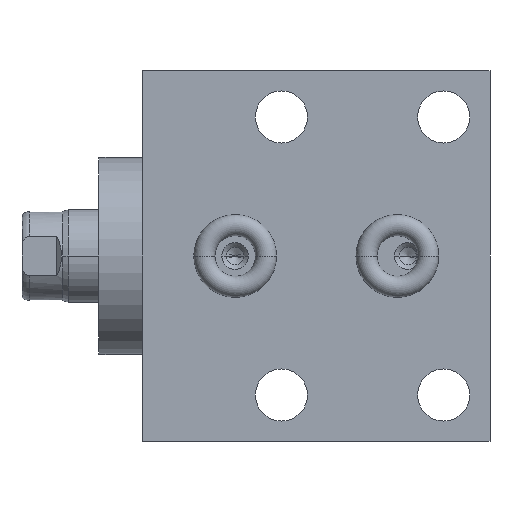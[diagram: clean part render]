
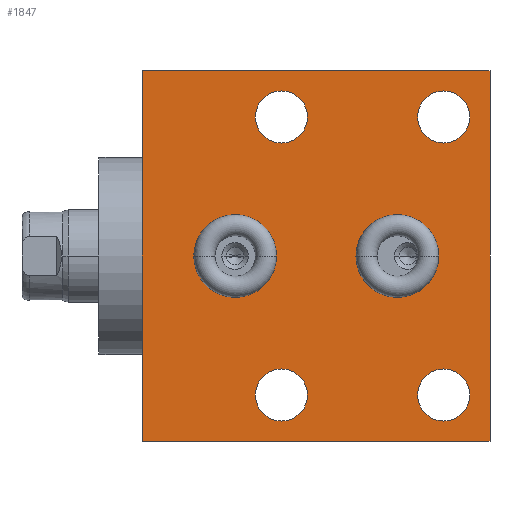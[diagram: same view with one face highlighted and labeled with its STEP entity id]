
A CAD part, front view. The second image highlights one B-rep face of the part: STEP entity #1847.
In plain terms, the highlighted planar face has unit normal (0, -1, 0).
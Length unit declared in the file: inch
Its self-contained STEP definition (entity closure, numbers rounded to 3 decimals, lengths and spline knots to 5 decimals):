
#26=DIRECTION('',(0.,0.,-1.));
#27=VECTOR('',#26,2.);
#28=CARTESIAN_POINT('',(0.,-0.553,1.));
#29=LINE('',#28,#27);
#209=DIRECTION('',(1.,0.,0.));
#210=VECTOR('',#209,1.875);
#211=CARTESIAN_POINT('',(0.,-0.553,1.));
#212=LINE('',#211,#210);
#216=CARTESIAN_POINT('',(0.75,-0.553,-0.75));
#217=DIRECTION('',(0.,-1.,0.));
#218=DIRECTION('',(1.,0.,0.));
#219=AXIS2_PLACEMENT_3D('',#216,#217,#218);
#224=CARTESIAN_POINT('',(0.75,-0.553,-0.75));
#225=DIRECTION('',(0.,-1.,0.));
#226=DIRECTION('',(-1.,0.,0.));
#227=AXIS2_PLACEMENT_3D('',#224,#225,#226);
#232=CARTESIAN_POINT('',(1.625,-0.553,-0.75));
#233=DIRECTION('',(0.,-1.,0.));
#234=DIRECTION('',(1.,0.,0.));
#235=AXIS2_PLACEMENT_3D('',#232,#233,#234);
#240=CARTESIAN_POINT('',(1.625,-0.553,-0.75));
#241=DIRECTION('',(0.,-1.,0.));
#242=DIRECTION('',(-1.,0.,0.));
#243=AXIS2_PLACEMENT_3D('',#240,#241,#242);
#248=CARTESIAN_POINT('',(0.75,-0.553,0.75));
#249=DIRECTION('',(0.,-1.,0.));
#250=DIRECTION('',(1.,0.,0.));
#251=AXIS2_PLACEMENT_3D('',#248,#249,#250);
#256=CARTESIAN_POINT('',(0.75,-0.553,0.75));
#257=DIRECTION('',(0.,-1.,0.));
#258=DIRECTION('',(-1.,0.,0.));
#259=AXIS2_PLACEMENT_3D('',#256,#257,#258);
#264=CARTESIAN_POINT('',(1.625,-0.553,0.75));
#265=DIRECTION('',(0.,-1.,0.));
#266=DIRECTION('',(1.,0.,0.));
#267=AXIS2_PLACEMENT_3D('',#264,#265,#266);
#272=CARTESIAN_POINT('',(1.625,-0.553,0.75));
#273=DIRECTION('',(0.,-1.,0.));
#274=DIRECTION('',(-1.,0.,0.));
#275=AXIS2_PLACEMENT_3D('',#272,#273,#274);
#280=CARTESIAN_POINT('',(0.5,-0.553,0.));
#281=DIRECTION('',(0.,1.,0.));
#282=DIRECTION('',(-1.,0.,0.));
#283=AXIS2_PLACEMENT_3D('',#280,#281,#282);
#288=CARTESIAN_POINT('',(0.5,-0.553,0.));
#289=DIRECTION('',(0.,1.,0.));
#290=DIRECTION('',(1.,0.,0.));
#291=AXIS2_PLACEMENT_3D('',#288,#289,#290);
#296=CARTESIAN_POINT('',(1.375,-0.553,0.));
#297=DIRECTION('',(0.,1.,0.));
#298=DIRECTION('',(-1.,0.,0.));
#299=AXIS2_PLACEMENT_3D('',#296,#297,#298);
#304=CARTESIAN_POINT('',(1.375,-0.553,0.));
#305=DIRECTION('',(0.,1.,0.));
#306=DIRECTION('',(1.,0.,0.));
#307=AXIS2_PLACEMENT_3D('',#304,#305,#306);
#354=DIRECTION('',(0.,0.,-1.));
#355=VECTOR('',#354,2.);
#356=CARTESIAN_POINT('',(1.875,-0.553,1.));
#357=LINE('',#356,#355);
#526=DIRECTION('',(1.,0.,0.));
#527=VECTOR('',#526,1.875);
#528=CARTESIAN_POINT('',(0.,-0.553,-1.));
#529=LINE('',#528,#527);
#1446=CARTESIAN_POINT('',(0.,-0.553,1.));
#1448=VERTEX_POINT('',#1446);
#1449=CARTESIAN_POINT('',(0.,-0.553,-1.));
#1450=VERTEX_POINT('',#1449);
#1453=CARTESIAN_POINT('',(1.875,-0.553,1.));
#1454=CARTESIAN_POINT('',(1.875,-0.553,-1.));
#1455=VERTEX_POINT('',#1453);
#1456=VERTEX_POINT('',#1454);
#1457=CARTESIAN_POINT('',(0.8905,-0.553,-0.75));
#1458=CARTESIAN_POINT('',(0.6095,-0.553,-0.75));
#1459=VERTEX_POINT('',#1457);
#1460=VERTEX_POINT('',#1458);
#1562=CARTESIAN_POINT('',(1.7655,-0.553,-0.75));
#1563=CARTESIAN_POINT('',(1.4845,-0.553,-0.75));
#1564=VERTEX_POINT('',#1562);
#1565=VERTEX_POINT('',#1563);
#1566=CARTESIAN_POINT('',(0.8905,-0.553,0.75));
#1567=CARTESIAN_POINT('',(0.6095,-0.553,0.75));
#1568=VERTEX_POINT('',#1566);
#1569=VERTEX_POINT('',#1567);
#1570=CARTESIAN_POINT('',(1.7655,-0.553,0.75));
#1571=CARTESIAN_POINT('',(1.4845,-0.553,0.75));
#1572=VERTEX_POINT('',#1570);
#1573=VERTEX_POINT('',#1571);
#1622=CARTESIAN_POINT('',(0.27675,-0.553,0.));
#1623=CARTESIAN_POINT('',(0.72325,-0.553,0.));
#1624=VERTEX_POINT('',#1622);
#1625=VERTEX_POINT('',#1623);
#1634=CARTESIAN_POINT('',(1.15175,-0.553,0.));
#1635=CARTESIAN_POINT('',(1.59825,-0.553,0.));
#1636=VERTEX_POINT('',#1634);
#1637=VERTEX_POINT('',#1635);
#1800=CARTESIAN_POINT('',(0.,-0.553,1.));
#1801=DIRECTION('',(0.,-1.,0.));
#1802=DIRECTION('',(0.,0.,-1.));
#1803=AXIS2_PLACEMENT_3D('',#1800,#1801,#1802);
#1804=PLANE('',#1803);
#1805=ORIENTED_EDGE('',*,*,#1683,.F.);
#1806=ORIENTED_EDGE('',*,*,#1707,.T.);
#1808=ORIENTED_EDGE('',*,*,#1807,.T.);
#1810=ORIENTED_EDGE('',*,*,#1809,.F.);
#1811=EDGE_LOOP('',(#1805,#1806,#1808,#1810));
#1812=FACE_OUTER_BOUND('',#1811,.F.);
#1814=ORIENTED_EDGE('',*,*,#1813,.T.);
#1816=ORIENTED_EDGE('',*,*,#1815,.T.);
#1817=EDGE_LOOP('',(#1814,#1816));
#1818=FACE_BOUND('',#1817,.F.);
#1820=ORIENTED_EDGE('',*,*,#1819,.T.);
#1822=ORIENTED_EDGE('',*,*,#1821,.T.);
#1823=EDGE_LOOP('',(#1820,#1822));
#1824=FACE_BOUND('',#1823,.F.);
#1826=ORIENTED_EDGE('',*,*,#1825,.T.);
#1828=ORIENTED_EDGE('',*,*,#1827,.T.);
#1829=EDGE_LOOP('',(#1826,#1828));
#1830=FACE_BOUND('',#1829,.F.);
#1831=ORIENTED_EDGE('',*,*,#1780,.T.);
#1832=ORIENTED_EDGE('',*,*,#1794,.T.);
#1833=EDGE_LOOP('',(#1831,#1832));
#1834=FACE_BOUND('',#1833,.F.);
#1836=ORIENTED_EDGE('',*,*,#1835,.F.);
#1838=ORIENTED_EDGE('',*,*,#1837,.F.);
#1839=EDGE_LOOP('',(#1836,#1838));
#1840=FACE_BOUND('',#1839,.F.);
#1842=ORIENTED_EDGE('',*,*,#1841,.F.);
#1844=ORIENTED_EDGE('',*,*,#1843,.F.);
#1845=EDGE_LOOP('',(#1842,#1844));
#1846=FACE_BOUND('',#1845,.F.);
#220=CIRCLE('',#219,0.1405);
#228=CIRCLE('',#227,0.1405);
#236=CIRCLE('',#235,0.1405);
#244=CIRCLE('',#243,0.1405);
#252=CIRCLE('',#251,0.1405);
#260=CIRCLE('',#259,0.1405);
#268=CIRCLE('',#267,0.1405);
#276=CIRCLE('',#275,0.1405);
#284=CIRCLE('',#283,0.22325);
#292=CIRCLE('',#291,0.22325);
#300=CIRCLE('',#299,0.22325);
#308=CIRCLE('',#307,0.22325);
#1683=EDGE_CURVE('',#1448,#1450,#29,.T.);
#1707=EDGE_CURVE('',#1448,#1455,#212,.T.);
#1780=EDGE_CURVE('',#1572,#1573,#268,.T.);
#1794=EDGE_CURVE('',#1573,#1572,#276,.T.);
#1807=EDGE_CURVE('',#1455,#1456,#357,.T.);
#1809=EDGE_CURVE('',#1450,#1456,#529,.T.);
#1813=EDGE_CURVE('',#1459,#1460,#220,.T.);
#1815=EDGE_CURVE('',#1460,#1459,#228,.T.);
#1819=EDGE_CURVE('',#1564,#1565,#236,.T.);
#1821=EDGE_CURVE('',#1565,#1564,#244,.T.);
#1825=EDGE_CURVE('',#1568,#1569,#252,.T.);
#1827=EDGE_CURVE('',#1569,#1568,#260,.T.);
#1835=EDGE_CURVE('',#1624,#1625,#284,.T.);
#1837=EDGE_CURVE('',#1625,#1624,#292,.T.);
#1841=EDGE_CURVE('',#1636,#1637,#300,.T.);
#1843=EDGE_CURVE('',#1637,#1636,#308,.T.);
#1847=ADVANCED_FACE('',(#1812,#1818,#1824,#1830,#1834,#1840,#1846),#1804,.T.);
